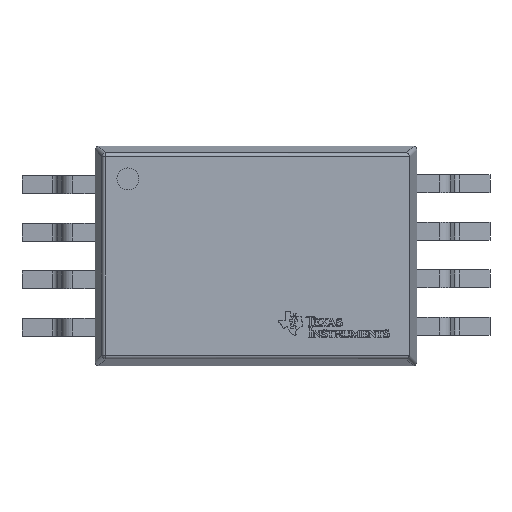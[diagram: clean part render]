
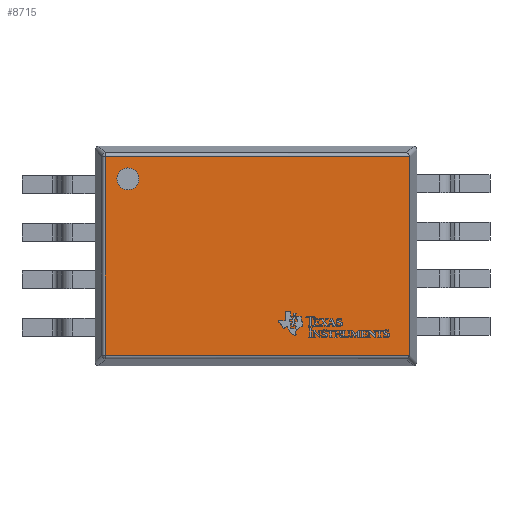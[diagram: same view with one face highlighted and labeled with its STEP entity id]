
A CAD part, top view. The second image highlights one B-rep face of the part: STEP entity #8715.
In plain terms, the highlighted planar face has unit normal (0, 0, 1).
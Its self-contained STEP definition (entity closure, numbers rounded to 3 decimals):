
#628=PLANE('',#9421);
#908=ELLIPSE('',#9358,0.052,0.05);
#912=ELLIPSE('',#9374,0.052,0.05);
#950=LINE('',#11566,#1874);
#955=LINE('',#11585,#1879);
#960=LINE('',#11603,#1884);
#986=LINE('',#11677,#1910);
#1874=VECTOR('',#9825,10.);
#1879=VECTOR('',#9844,10.);
#1884=VECTOR('',#9863,10.);
#1910=VECTOR('',#9949,10.);
#2855=FACE_OUTER_BOUND('',#3345,.T.);
#3345=EDGE_LOOP('',(#6205,#6206,#6207,#6208,#6209,#6210));
#3853=VERTEX_POINT('',#11537);
#3854=VERTEX_POINT('',#11539);
#3857=VERTEX_POINT('',#11546);
#3861=VERTEX_POINT('',#11558);
#3867=VERTEX_POINT('',#11575);
#3868=VERTEX_POINT('',#11577);
#4729=EDGE_CURVE('',#3853,#3854,#908,.T.);
#4742=EDGE_CURVE('',#3861,#3857,#950,.T.);
#4747=EDGE_CURVE('',#3867,#3868,#912,.T.);
#4751=EDGE_CURVE('',#3868,#3861,#955,.T.);
#4761=EDGE_CURVE('',#3857,#3853,#960,.T.);
#4802=EDGE_CURVE('',#3854,#3867,#986,.T.);
#6205=ORIENTED_EDGE('',*,*,#4747,.F.);
#6206=ORIENTED_EDGE('',*,*,#4802,.F.);
#6207=ORIENTED_EDGE('',*,*,#4729,.F.);
#6208=ORIENTED_EDGE('',*,*,#4761,.F.);
#6209=ORIENTED_EDGE('',*,*,#4742,.F.);
#6210=ORIENTED_EDGE('',*,*,#4751,.F.);
#8715=ADVANCED_FACE('',(#2855),#628,.T.);
#9358=AXIS2_PLACEMENT_3D('',#11540,#9795,#9796);
#9374=AXIS2_PLACEMENT_3D('',#11578,#9835,#9836);
#9421=AXIS2_PLACEMENT_3D('',#11687,#9965,#9966);
#9795=DIRECTION('center_axis',(0.,0.,-1.));
#9796=DIRECTION('ref_axis',(-0.707,0.707,0.));
#9825=DIRECTION('',(-1.,0.,0.));
#9835=DIRECTION('center_axis',(0.,0.,-1.));
#9836=DIRECTION('ref_axis',(0.707,0.707,0.));
#9844=DIRECTION('',(0.,-1.,0.));
#9863=DIRECTION('',(0.,1.,0.));
#9949=DIRECTION('',(1.,0.,0.));
#9965=DIRECTION('center_axis',(0.,0.,1.));
#9966=DIRECTION('ref_axis',(1.,0.,0.));
#11537=CARTESIAN_POINT('',(-1.359,2.099,1.1));
#11539=CARTESIAN_POINT('',(-1.351,2.1,1.1));
#11540=CARTESIAN_POINT('Origin',(-1.349,2.049,1.1));
#11546=CARTESIAN_POINT('',(-1.359,-2.059,1.1));
#11558=CARTESIAN_POINT('',(1.359,-2.059,1.1));
#11566=CARTESIAN_POINT('',(-0.375,-2.059,1.1));
#11575=CARTESIAN_POINT('',(1.351,2.1,1.1));
#11577=CARTESIAN_POINT('',(1.359,2.099,1.1));
#11578=CARTESIAN_POINT('Origin',(1.349,2.049,1.1));
#11585=CARTESIAN_POINT('',(1.359,-0.55,1.1));
#11603=CARTESIAN_POINT('',(-1.359,0.55,1.1));
#11677=CARTESIAN_POINT('',(0.75,2.1,1.1));
#11687=CARTESIAN_POINT('Origin',(0.,0.,
1.1));
